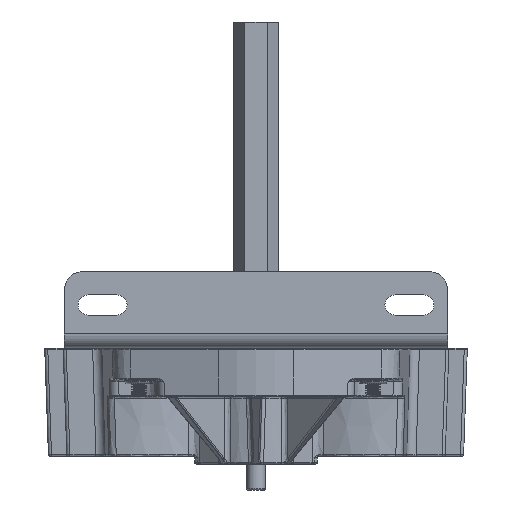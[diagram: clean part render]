
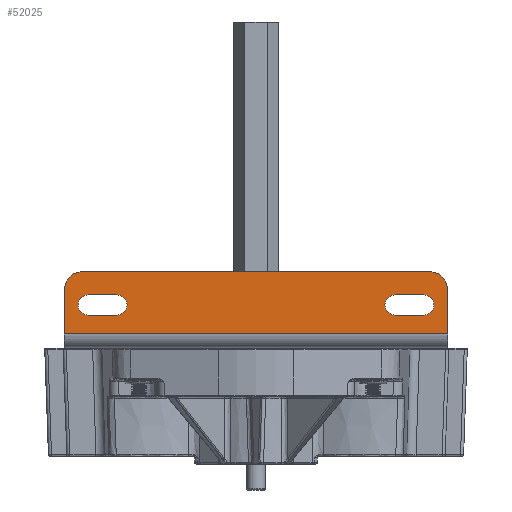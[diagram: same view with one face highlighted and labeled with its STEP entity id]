
A CAD part, front view. The second image highlights one B-rep face of the part: STEP entity #52025.
In plain terms, the highlighted planar face has unit normal (0, -1, 0).
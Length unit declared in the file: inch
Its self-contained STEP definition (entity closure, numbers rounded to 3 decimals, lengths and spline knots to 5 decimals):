
#130 = DIRECTION ( 'NONE',  ( -1., 0., 0. ) ) ;
#869 = ORIENTED_EDGE ( 'NONE', *, *, #20849, .T. ) ;
#1690 = CARTESIAN_POINT ( 'NONE',  ( 2.25, -2.5, -0.625 ) ) ;
#1893 = ORIENTED_EDGE ( 'NONE', *, *, #47611, .F. ) ;
#2262 = CARTESIAN_POINT ( 'NONE',  ( -1.8125, -2.5, -0.5695 ) ) ;
#2349 = EDGE_CURVE ( 'NONE', #9801, #59697, #52232, .T. ) ;
#3728 = VECTOR ( 'NONE', #21992, 39.37008 ) ;
#5571 = CARTESIAN_POINT ( 'NONE',  ( -2.5, -2.5, 0. ) ) ;
#5755 = AXIS2_PLACEMENT_3D ( 'NONE', #23695, #59472, #65521 ) ;
#6655 = ORIENTED_EDGE ( 'NONE', *, *, #73299, .F. ) ;
#8045 = VECTOR ( 'NONE', #29245, 39.37008 ) ;
#8216 = ORIENTED_EDGE ( 'NONE', *, *, #19863, .T. ) ;
#8820 = CARTESIAN_POINT ( 'NONE',  ( 1.8125, -2.5, -0.5695 ) ) ;
#9366 = CARTESIAN_POINT ( 'NONE',  ( -1.8125, -2.5, -0.4375 ) ) ;
#9801 = VERTEX_POINT ( 'NONE', #46877 ) ;
#10025 = CARTESIAN_POINT ( 'NONE',  ( -2.1875, -2.5, -0.5695 ) ) ;
#10168 = VERTEX_POINT ( 'NONE', #26013 ) ;
#10383 = DIRECTION ( 'NONE',  ( 0., 0., -1. ) ) ;
#10794 = AXIS2_PLACEMENT_3D ( 'NONE', #13009, #36353, #19736 ) ;
#11144 = LINE ( 'NONE', #52201, #67167 ) ;
#11496 = DIRECTION ( 'NONE',  ( 0., -1., 0. ) ) ;
#11883 = CARTESIAN_POINT ( 'NONE',  ( 2.5, -2.5, 0. ) ) ;
#12653 = EDGE_CURVE ( 'NONE', #50021, #72600, #74090, .T. ) ;
#12686 = AXIS2_PLACEMENT_3D ( 'NONE', #1690, #70334, #35634 ) ;
#12864 = CARTESIAN_POINT ( 'NONE',  ( 2.5, -2.5, -0.06 ) ) ;
#13009 = CARTESIAN_POINT ( 'NONE',  ( 1.8125, -2.5, -0.4375 ) ) ;
#13864 = AXIS2_PLACEMENT_3D ( 'NONE', #44722, #55313, #33428 ) ;
#15341 = CIRCLE ( 'NONE', #5755, 0.132 ) ;
#15385 = DIRECTION ( 'NONE',  ( 0., 0., 1. ) ) ;
#15422 = EDGE_LOOP ( 'NONE', ( #48815, #25007, #8216, #68633 ) ) ;
#16234 = VERTEX_POINT ( 'NONE', #2262 ) ;
#16914 = ORIENTED_EDGE ( 'NONE', *, *, #69337, .F. ) ;
#17073 = LINE ( 'NONE', #40078, #52624 ) ;
#17275 = CARTESIAN_POINT ( 'NONE',  ( -1.8125, -2.5, -0.5695 ) ) ;
#18231 = EDGE_CURVE ( 'NONE', #48915, #26939, #43861, .T. ) ;
#18613 = DIRECTION ( 'NONE',  ( 0., 0., 1. ) ) ;
#19736 = DIRECTION ( 'NONE',  ( 0., 0., -1. ) ) ;
#19863 = EDGE_CURVE ( 'NONE', #54397, #38835, #15341, .T. ) ;
#20849 = EDGE_CURVE ( 'NONE', #57464, #48915, #35973, .T. ) ;
#21992 = DIRECTION ( 'NONE',  ( 1., 0., 0. ) ) ;
#23695 = CARTESIAN_POINT ( 'NONE',  ( -2.1875, -2.5, -0.4375 ) ) ;
#24299 = CARTESIAN_POINT ( 'NONE',  ( 2.25, -2.5, -0.875 ) ) ;
#25007 = ORIENTED_EDGE ( 'NONE', *, *, #38756, .T. ) ;
#25156 = VECTOR ( 'NONE', #18613, 39.37008 ) ;
#26013 = CARTESIAN_POINT ( 'NONE',  ( -1.8125, -2.5, -0.3055 ) ) ;
#26939 = VERTEX_POINT ( 'NONE', #52572 ) ;
#28239 = EDGE_CURVE ( 'NONE', #48695, #56337, #61230, .T. ) ;
#28609 = LINE ( 'NONE', #5571, #47602 ) ;
#29245 = DIRECTION ( 'NONE',  ( -1., 0., 0. ) ) ;
#29469 = CARTESIAN_POINT ( 'NONE',  ( -2.25, -2.5, -0.875 ) ) ;
#29917 = ORIENTED_EDGE ( 'NONE', *, *, #40971, .T. ) ;
#32495 = CARTESIAN_POINT ( 'NONE',  ( 1.8125, -2.5, -0.5695 ) ) ;
#32516 = EDGE_LOOP ( 'NONE', ( #16914, #63427, #6655, #73576 ) ) ;
#33428 = DIRECTION ( 'NONE',  ( 0., 0., -1. ) ) ;
#34640 = DIRECTION ( 'NONE',  ( -1., 0., 0. ) ) ;
#35634 = DIRECTION ( 'NONE',  ( 0., 0., -1. ) ) ;
#35973 = LINE ( 'NONE', #11883, #25156 ) ;
#36132 = ORIENTED_EDGE ( 'NONE', *, *, #12653, .T. ) ;
#36353 = DIRECTION ( 'NONE',  ( 0., -1., 0. ) ) ;
#36738 = CIRCLE ( 'NONE', #12686, 0.25 ) ;
#38032 = CIRCLE ( 'NONE', #64534, 0.132 ) ;
#38756 = EDGE_CURVE ( 'NONE', #16234, #54397, #68972, .T. ) ;
#38835 = VERTEX_POINT ( 'NONE', #49635 ) ;
#40078 = CARTESIAN_POINT ( 'NONE',  ( -2.5, -2.5, -0.875 ) ) ;
#40141 = CARTESIAN_POINT ( 'NONE',  ( 2.1875, -2.5, -0.4375 ) ) ;
#40971 = EDGE_CURVE ( 'NONE', #70496, #57464, #36738, .T. ) ;
#41977 = EDGE_LOOP ( 'NONE', ( #68155, #36132, #1893, #29917, #869, #68394 ) ) ;
#43861 = LINE ( 'NONE', #54824, #71898 ) ;
#44722 = CARTESIAN_POINT ( 'NONE',  ( -2.25, -2.5, -0.625 ) ) ;
#46877 = CARTESIAN_POINT ( 'NONE',  ( 2.1875, -2.5, -0.3055 ) ) ;
#47602 = VECTOR ( 'NONE', #50083, 39.37008 ) ;
#47611 = EDGE_CURVE ( 'NONE', #70496, #72600, #17073, .T. ) ;
#48695 = VERTEX_POINT ( 'NONE', #32495 ) ;
#48815 = ORIENTED_EDGE ( 'NONE', *, *, #65608, .T. ) ;
#48915 = VERTEX_POINT ( 'NONE', #12864 ) ;
#49635 = CARTESIAN_POINT ( 'NONE',  ( -2.1875, -2.5, -0.3055 ) ) ;
#50021 = VERTEX_POINT ( 'NONE', #56530 ) ;
#50083 = DIRECTION ( 'NONE',  ( 0., 0., 1. ) ) ;
#50696 = CARTESIAN_POINT ( 'NONE',  ( -2.5, -2.5, 0. ) ) ;
#51826 = PLANE ( 'NONE',  #54939 ) ;
#52025 = ADVANCED_FACE ( 'NONE', ( #67711, #73732, #62789 ), #51826, .T. ) ;
#52201 = CARTESIAN_POINT ( 'NONE',  ( -2.1875, -2.5, -0.3055 ) ) ;
#52232 = LINE ( 'NONE', #53739, #8045 ) ;
#52572 = CARTESIAN_POINT ( 'NONE',  ( -2.5, -2.5, -0.06 ) ) ;
#52624 = VECTOR ( 'NONE', #130, 39.37008 ) ;
#53739 = CARTESIAN_POINT ( 'NONE',  ( 2.1875, -2.5, -0.3055 ) ) ;
#54397 = VERTEX_POINT ( 'NONE', #10025 ) ;
#54824 = CARTESIAN_POINT ( 'NONE',  ( -2.5, -2.5, -0.06 ) ) ;
#54939 = AXIS2_PLACEMENT_3D ( 'NONE', #50696, #11496, #10383 ) ;
#55313 = DIRECTION ( 'NONE',  ( 0., -1., 0. ) ) ;
#56337 = VERTEX_POINT ( 'NONE', #62324 ) ;
#56530 = CARTESIAN_POINT ( 'NONE',  ( -2.5, -2.5, -0.625 ) ) ;
#57264 = VECTOR ( 'NONE', #34640, 39.37008 ) ;
#57464 = VERTEX_POINT ( 'NONE', #63065 ) ;
#57876 = DIRECTION ( 'NONE',  ( 1., 0., 0. ) ) ;
#59472 = DIRECTION ( 'NONE',  ( 0., 1., 0. ) ) ;
#59697 = VERTEX_POINT ( 'NONE', #69751 ) ;
#61230 = LINE ( 'NONE', #8820, #3728 ) ;
#62045 = DIRECTION ( 'NONE',  ( 0., -1., 0. ) ) ;
#62324 = CARTESIAN_POINT ( 'NONE',  ( 2.1875, -2.5, -0.5695 ) ) ;
#62789 = FACE_OUTER_BOUND ( 'NONE', #41977, .T. ) ;
#63065 = CARTESIAN_POINT ( 'NONE',  ( 2.5, -2.5, -0.625 ) ) ;
#63166 = DIRECTION ( 'NONE',  ( 0., 0., -1. ) ) ;
#63427 = ORIENTED_EDGE ( 'NONE', *, *, #28239, .F. ) ;
#64534 = AXIS2_PLACEMENT_3D ( 'NONE', #9366, #67069, #15385 ) ;
#64887 = EDGE_CURVE ( 'NONE', #50021, #26939, #28609, .T. ) ;
#65521 = DIRECTION ( 'NONE',  ( 0., 0., 1. ) ) ;
#65608 = EDGE_CURVE ( 'NONE', #10168, #16234, #38032, .T. ) ;
#65886 = AXIS2_PLACEMENT_3D ( 'NONE', #40141, #62045, #63166 ) ;
#66883 = DIRECTION ( 'NONE',  ( -1., 0., 0. ) ) ;
#67069 = DIRECTION ( 'NONE',  ( 0., 1., 0. ) ) ;
#67167 = VECTOR ( 'NONE', #57876, 39.37008 ) ;
#67711 = FACE_BOUND ( 'NONE', #15422, .T. ) ;
#68155 = ORIENTED_EDGE ( 'NONE', *, *, #64887, .F. ) ;
#68394 = ORIENTED_EDGE ( 'NONE', *, *, #18231, .T. ) ;
#68633 = ORIENTED_EDGE ( 'NONE', *, *, #70344, .T. ) ;
#68972 = LINE ( 'NONE', #17275, #57264 ) ;
#69337 = EDGE_CURVE ( 'NONE', #56337, #9801, #74266, .T. ) ;
#69751 = CARTESIAN_POINT ( 'NONE',  ( 1.8125, -2.5, -0.3055 ) ) ;
#69823 = CIRCLE ( 'NONE', #10794, 0.132 ) ;
#70334 = DIRECTION ( 'NONE',  ( 0., -1., 0. ) ) ;
#70344 = EDGE_CURVE ( 'NONE', #38835, #10168, #11144, .T. ) ;
#70496 = VERTEX_POINT ( 'NONE', #24299 ) ;
#71898 = VECTOR ( 'NONE', #66883, 39.37008 ) ;
#72600 = VERTEX_POINT ( 'NONE', #29469 ) ;
#73299 = EDGE_CURVE ( 'NONE', #59697, #48695, #69823, .T. ) ;
#73576 = ORIENTED_EDGE ( 'NONE', *, *, #2349, .F. ) ;
#73732 = FACE_BOUND ( 'NONE', #32516, .T. ) ;
#74090 = CIRCLE ( 'NONE', #13864, 0.25 ) ;
#74266 = CIRCLE ( 'NONE', #65886, 0.132 ) ;
